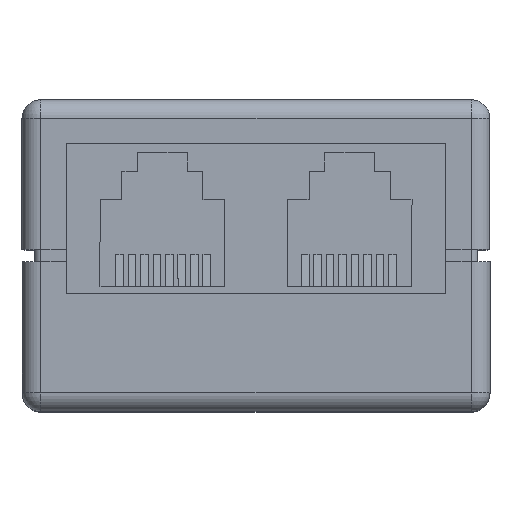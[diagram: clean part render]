
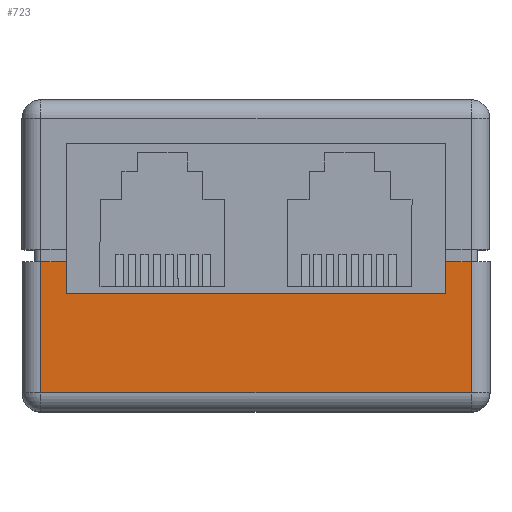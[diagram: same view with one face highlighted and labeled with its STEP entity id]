
A CAD part, top view. The second image highlights one B-rep face of the part: STEP entity #723.
In plain terms, the highlighted planar face has unit normal (0, 0, 1).
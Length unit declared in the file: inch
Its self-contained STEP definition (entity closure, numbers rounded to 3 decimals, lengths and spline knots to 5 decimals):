
#545 = VERTEX_POINT ( 'NONE', #7505 ) ;
#634 = VERTEX_POINT ( 'NONE', #7605 ) ;
#636 = EDGE_CURVE ( 'NONE', #634, #545, #7604, .T. ) ;
#637 = ORIENTED_EDGE ( 'NONE', *, *, #638, .T. ) ;
#638 = EDGE_CURVE ( 'NONE', #662, #639, #7663, .T. ) ;
#639 = VERTEX_POINT ( 'NONE', #7659 ) ;
#640 = ORIENTED_EDGE ( 'NONE', *, *, #641, .T. ) ;
#641 = EDGE_CURVE ( 'NONE', #639, #642, #7658, .T. ) ;
#642 = VERTEX_POINT ( 'NONE', #7654 ) ;
#643 = ORIENTED_EDGE ( 'NONE', *, *, #644, .T. ) ;
#644 = EDGE_CURVE ( 'NONE', #642, #545, #7653, .T. ) ;
#662 = VERTEX_POINT ( 'NONE', #7674 ) ;
#664 = EDGE_CURVE ( 'NONE', #662, #665, #7673, .T. ) ;
#665 = VERTEX_POINT ( 'NONE', #7669 ) ;
#704 = ORIENTED_EDGE ( 'NONE', *, *, #636, .F. ) ;
#705 = ORIENTED_EDGE ( 'NONE', *, *, #706, .T. ) ;
#706 = EDGE_CURVE ( 'NONE', #634, #707, #7792, .T. ) ;
#707 = VERTEX_POINT ( 'NONE', #7788 ) ;
#708 = ORIENTED_EDGE ( 'NONE', *, *, #709, .T. ) ;
#709 = EDGE_CURVE ( 'NONE', #707, #710, #7787, .T. ) ;
#710 = VERTEX_POINT ( 'NONE', #7783 ) ;
#711 = ORIENTED_EDGE ( 'NONE', *, *, #712, .T. ) ;
#712 = EDGE_CURVE ( 'NONE', #710, #665, #7782, .T. ) ;
#713 = ORIENTED_EDGE ( 'NONE', *, *, #664, .F. ) ;
#723 = ADVANCED_FACE ( 'NONE', ( #7762 ), #7761, .F. ) ;
#724 = EDGE_LOOP ( 'NONE', ( #637, #640, #643, #704, #705, #708, #711, #713 ) ) ;
#7505 = CARTESIAN_POINT ( 'NONE',  ( 0.69, 0.24, 0.9435 ) ) ;
#7603 = CARTESIAN_POINT ( 'NONE',  ( -0.75, 0.24, 0.9435 ) ) ;
#7604 = LINE ( 'NONE', #7603, #7665 ) ;
#7605 = CARTESIAN_POINT ( 'NONE',  ( 0.6075, 0.24, 0.9435 ) ) ;
#7650 = DIRECTION ( 'NONE',  ( 0., 1., 0. ) ) ;
#7651 = VECTOR ( 'NONE', #7650, 39.37008 ) ;
#7652 = CARTESIAN_POINT ( 'NONE',  ( 0.69, 0.24, 0.9435 ) ) ;
#7653 = LINE ( 'NONE', #7652, #7651 ) ;
#7654 = CARTESIAN_POINT ( 'NONE',  ( 0.69, -0.18, 0.9435 ) ) ;
#7655 = DIRECTION ( 'NONE',  ( 1., 0., 0. ) ) ;
#7656 = VECTOR ( 'NONE', #7655, 39.37008 ) ;
#7657 = CARTESIAN_POINT ( 'NONE',  ( 0.69, -0.18, 0.9435 ) ) ;
#7658 = LINE ( 'NONE', #7657, #7656 ) ;
#7659 = CARTESIAN_POINT ( 'NONE',  ( -0.69, -0.18, 0.9435 ) ) ;
#7660 = DIRECTION ( 'NONE',  ( 0., -1., 0. ) ) ;
#7661 = VECTOR ( 'NONE', #7660, 39.37008 ) ;
#7662 = CARTESIAN_POINT ( 'NONE',  ( -0.69, 0.24, 0.9435 ) ) ;
#7663 = LINE ( 'NONE', #7662, #7661 ) ;
#7664 = DIRECTION ( 'NONE',  ( 1., 0., 0. ) ) ;
#7665 = VECTOR ( 'NONE', #7664, 39.37008 ) ;
#7669 = CARTESIAN_POINT ( 'NONE',  ( -0.6075, 0.24, 0.9435 ) ) ;
#7670 = DIRECTION ( 'NONE',  ( 1., 0., 0. ) ) ;
#7671 = VECTOR ( 'NONE', #7670, 39.37008 ) ;
#7672 = CARTESIAN_POINT ( 'NONE',  ( -0.75, 0.24, 0.9435 ) ) ;
#7673 = LINE ( 'NONE', #7672, #7671 ) ;
#7674 = CARTESIAN_POINT ( 'NONE',  ( -0.69, 0.24, 0.9435 ) ) ;
#7761 = PLANE ( 'NONE',  #7823 ) ;
#7762 = FACE_OUTER_BOUND ( 'NONE', #724, .T. ) ;
#7779 = DIRECTION ( 'NONE',  ( 0., 1., 0. ) ) ;
#7780 = VECTOR ( 'NONE', #7779, 39.37008 ) ;
#7781 = CARTESIAN_POINT ( 'NONE',  ( -0.6075, 0.24, 0.9435 ) ) ;
#7782 = LINE ( 'NONE', #7781, #7780 ) ;
#7783 = CARTESIAN_POINT ( 'NONE',  ( -0.6075, 0.14, 0.9435 ) ) ;
#7784 = DIRECTION ( 'NONE',  ( -1., 0., 0. ) ) ;
#7785 = VECTOR ( 'NONE', #7784, 39.37008 ) ;
#7786 = CARTESIAN_POINT ( 'NONE',  ( -0.75, 0.14, 0.9435 ) ) ;
#7787 = LINE ( 'NONE', #7786, #7785 ) ;
#7788 = CARTESIAN_POINT ( 'NONE',  ( 0.6075, 0.14, 0.9435 ) ) ;
#7789 = DIRECTION ( 'NONE',  ( 0., -1., 0. ) ) ;
#7790 = VECTOR ( 'NONE', #7789, 39.37008 ) ;
#7791 = CARTESIAN_POINT ( 'NONE',  ( 0.6075, 0.24, 0.9435 ) ) ;
#7792 = LINE ( 'NONE', #7791, #7790 ) ;
#7820 = DIRECTION ( 'NONE',  ( -1., 0., 0. ) ) ;
#7821 = DIRECTION ( 'NONE',  ( 0., 0., -1. ) ) ;
#7822 = CARTESIAN_POINT ( 'NONE',  ( -0.75, 0.24, 0.9435 ) ) ;
#7823 = AXIS2_PLACEMENT_3D ( 'NONE', #7822, #7821, #7820 ) ;
